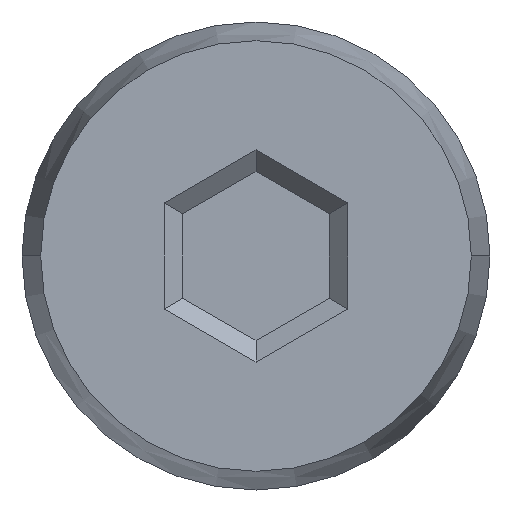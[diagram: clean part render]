
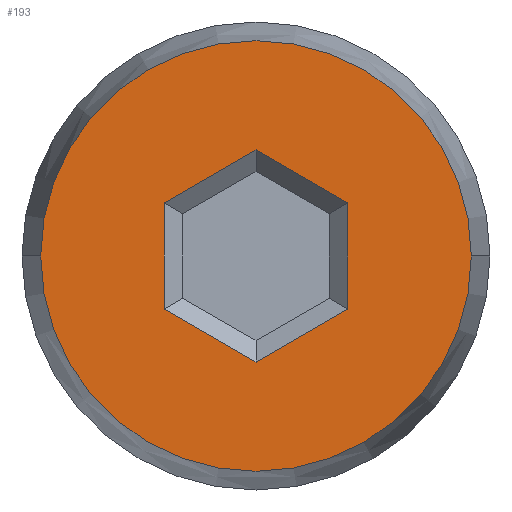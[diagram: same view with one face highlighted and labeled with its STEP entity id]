
A CAD part, left-side view. The second image highlights one B-rep face of the part: STEP entity #193.
In plain terms, the highlighted planar face has unit normal (-1, 0, 0).
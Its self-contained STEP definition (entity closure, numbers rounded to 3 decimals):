
#52 = ORIENTED_EDGE ( 'NONE', *, *, #236, .T. ) ;
#88 = ORIENTED_EDGE ( 'NONE', *, *, #196, .T. ) ;
#90 = VERTEX_POINT ( 'NONE', #551 ) ;
#91 = VERTEX_POINT ( 'NONE', #550 ) ;
#92 = VERTEX_POINT ( 'NONE', #549 ) ;
#109 = EDGE_LOOP ( 'NONE', ( #159, #52, #239, #88, #232, #144 ) ) ;
#110 = VERTEX_POINT ( 'NONE', #769 ) ;
#144 = ORIENTED_EDGE ( 'NONE', *, *, #234, .T. ) ;
#159 = ORIENTED_EDGE ( 'NONE', *, *, #160, .T. ) ;
#160 = EDGE_CURVE ( 'NONE', #161, #110, #947, .T. ) ;
#161 = VERTEX_POINT ( 'NONE', #839 ) ;
#188 = VERTEX_POINT ( 'NONE', #943 ) ;
#193 = ADVANCED_FACE ( 'NONE', ( #942, #941 ), #929, .T. ) ;
#196 = EDGE_CURVE ( 'NONE', #222, #90, #867, .T. ) ;
#197 = EDGE_LOOP ( 'NONE', ( #202, #203 ) ) ;
#202 = ORIENTED_EDGE ( 'NONE', *, *, #217, .F. ) ;
#203 = ORIENTED_EDGE ( 'NONE', *, *, #223, .F. ) ;
#216 = VERTEX_POINT ( 'NONE', #1129 ) ;
#217 = EDGE_CURVE ( 'NONE', #188, #216, #1063, .T. ) ;
#221 = EDGE_CURVE ( 'NONE', #91, #222, #1114, .T. ) ;
#222 = VERTEX_POINT ( 'NONE', #1130 ) ;
#223 = EDGE_CURVE ( 'NONE', #216, #188, #1006, .T. ) ;
#232 = ORIENTED_EDGE ( 'NONE', *, *, #233, .T. ) ;
#233 = EDGE_CURVE ( 'NONE', #90, #92, #1092, .T. ) ;
#234 = EDGE_CURVE ( 'NONE', #92, #161, #1068, .T. ) ;
#236 = EDGE_CURVE ( 'NONE', #110, #91, #1060, .T. ) ;
#239 = ORIENTED_EDGE ( 'NONE', *, *, #221, .T. ) ;
#549 = CARTESIAN_POINT ( 'NONE',  ( -39.801, 1.496, -0.246 ) ) ;
#550 = CARTESIAN_POINT ( 'NONE',  ( -39.801, 3.988, -1.685 ) ) ;
#551 = CARTESIAN_POINT ( 'NONE',  ( -39.801, 2.742, 0.474 ) ) ;
#769 = CARTESIAN_POINT ( 'NONE',  ( -39.801, 2.742, -2.404 ) ) ;
#839 = CARTESIAN_POINT ( 'NONE',  ( -39.801, 1.496, -1.685 ) ) ;
#840 = DIRECTION ( 'NONE',  ( 0., 0.866, -0.5 ) ) ;
#862 = DIRECTION ( 'NONE',  ( 0., -1., 0. ) ) ;
#864 = DIRECTION ( 'NONE',  ( 0., -0.866, 0.5 ) ) ;
#865 = VECTOR ( 'NONE', #864, 1000. ) ;
#866 = CARTESIAN_POINT ( 'NONE',  ( -39.801, 2.869, 0.401 ) ) ;
#867 = LINE ( 'NONE', #866, #865 ) ;
#926 = DIRECTION ( 'NONE',  ( -1., 0., 0. ) ) ;
#927 = CARTESIAN_POINT ( 'NONE',  ( -39.801, 2.742, -0.965 ) ) ;
#928 = AXIS2_PLACEMENT_3D ( 'NONE', #927, #926, #862 ) ;
#929 = PLANE ( 'NONE',  #928 ) ;
#941 = FACE_OUTER_BOUND ( 'NONE', #197, .T. ) ;
#942 = FACE_BOUND ( 'NONE', #109, .T. ) ;
#943 = CARTESIAN_POINT ( 'NONE',  ( -39.801, 5.663, -0.965 ) ) ;
#945 = VECTOR ( 'NONE', #840, 1000. ) ;
#946 = CARTESIAN_POINT ( 'NONE',  ( -39.801, 2.615, -2.331 ) ) ;
#947 = LINE ( 'NONE', #946, #945 ) ;
#1002 = DIRECTION ( 'NONE',  ( 0., 1., 0. ) ) ;
#1003 = DIRECTION ( 'NONE',  ( 1., 0., 0. ) ) ;
#1004 = CARTESIAN_POINT ( 'NONE',  ( -39.801, 2.742, -0.965 ) ) ;
#1005 = AXIS2_PLACEMENT_3D ( 'NONE', #1004, #1003, #1002 ) ;
#1006 = CIRCLE ( 'NONE', #1005, 2.921 ) ;
#1057 = DIRECTION ( 'NONE',  ( 0., 0.866, 0.5 ) ) ;
#1058 = VECTOR ( 'NONE', #1057, 1000. ) ;
#1059 = CARTESIAN_POINT ( 'NONE',  ( -39.801, 3.861, -1.758 ) ) ;
#1060 = LINE ( 'NONE', #1059, #1058 ) ;
#1061 = DIRECTION ( 'NONE',  ( 0., 0., -1. ) ) ;
#1062 = AXIS2_PLACEMENT_3D ( 'NONE', #1128, #1099, #1098 ) ;
#1063 = CIRCLE ( 'NONE', #1062, 2.921 ) ;
#1066 = VECTOR ( 'NONE', #1061, 1000. ) ;
#1067 = CARTESIAN_POINT ( 'NONE',  ( -39.801, 1.496, -1.538 ) ) ;
#1068 = LINE ( 'NONE', #1067, #1066 ) ;
#1069 = DIRECTION ( 'NONE',  ( 0., -0.866, -0.5 ) ) ;
#1070 = VECTOR ( 'NONE', #1069, 1000. ) ;
#1071 = CARTESIAN_POINT ( 'NONE',  ( -39.801, 1.623, -0.172 ) ) ;
#1092 = LINE ( 'NONE', #1071, #1070 ) ;
#1098 = DIRECTION ( 'NONE',  ( 0., 1., 0. ) ) ;
#1099 = DIRECTION ( 'NONE',  ( 1., 0., 0. ) ) ;
#1114 = LINE ( 'NONE', #1133, #1132 ) ;
#1128 = CARTESIAN_POINT ( 'NONE',  ( -39.801, 2.742, -0.965 ) ) ;
#1129 = CARTESIAN_POINT ( 'NONE',  ( -39.801, -0.179, -0.965 ) ) ;
#1130 = CARTESIAN_POINT ( 'NONE',  ( -39.801, 3.988, -0.246 ) ) ;
#1131 = DIRECTION ( 'NONE',  ( 0., 0., 1. ) ) ;
#1132 = VECTOR ( 'NONE', #1131, 1000. ) ;
#1133 = CARTESIAN_POINT ( 'NONE',  ( -39.801, 3.988, -0.392 ) ) ;
